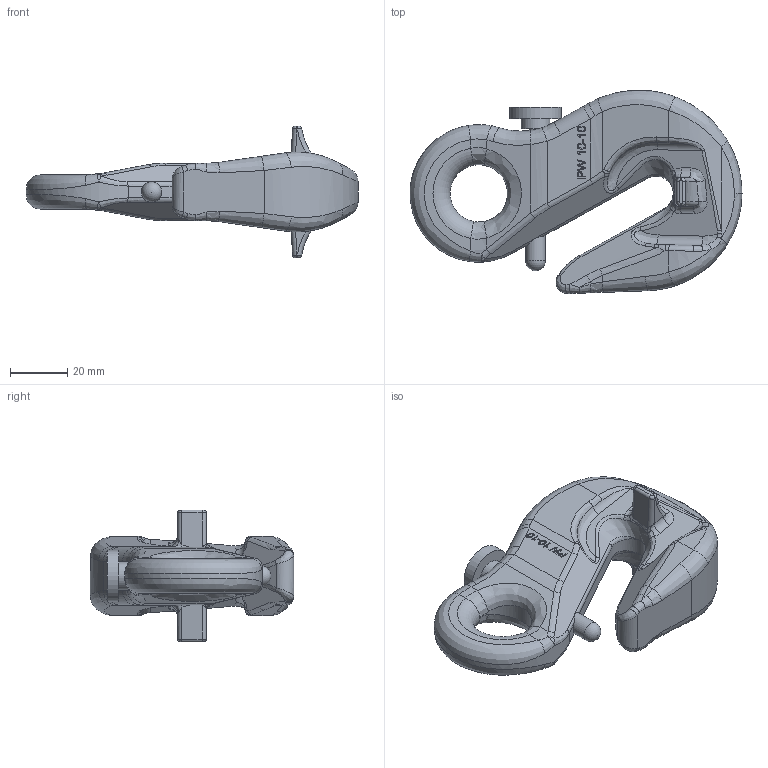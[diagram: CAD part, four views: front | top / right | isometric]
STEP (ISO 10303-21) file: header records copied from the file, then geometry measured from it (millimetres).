
FILE_DESCRIPTION(/* description */ (''),/* implementation_level */ '2;1');
FILE_NAME(/* name */ 'pewag_PSW_10.stp',/* time_stamp */ '2022-06-29T10:15:00+02:00',/* author */ (''),/* organization */ (''),/* preprocessor_version */ 'ST-DEVELOPER v16',/* originating_system */ 'SIEMENS PLM Software NX 11.0',/* authorisation */ '');
FILE_SCHEMA (('AUTOMOTIVE_DESIGN { 1 0 10303 214 3 1 1 1 }'));
Length unit declared in the file: millimetre
Products named in the file (1): KSE44B0A9CF4knt
Bounding box: 115.88 x 70.98 x 46 mm (x, y, z)
Volume: 91196 mm3; surface area: 19746.7 mm2
Topology: 2 solids, 2 shells, 387 faces, 925 edges, 564 vertices
Faces by surface type: bspline 160, plane 108, extrusion 57, cylinder 56, torus 5, sphere 1
Full cylindrical faces by diameter (mm): 4 x1, 4.2 x1, 7 x1, 7.2 x1, 10 x1, 18 x1
Entity records: 18172 total; most frequent: CARTESIAN_POINT 10815, ORIENTED_EDGE 1828, DIRECTION 926, EDGE_CURVE 914, B_SPLINE_CURVE_WITH_KNOTS 567, VERTEX_POINT 561, EDGE_LOOP 421, ADVANCED_FACE 387
